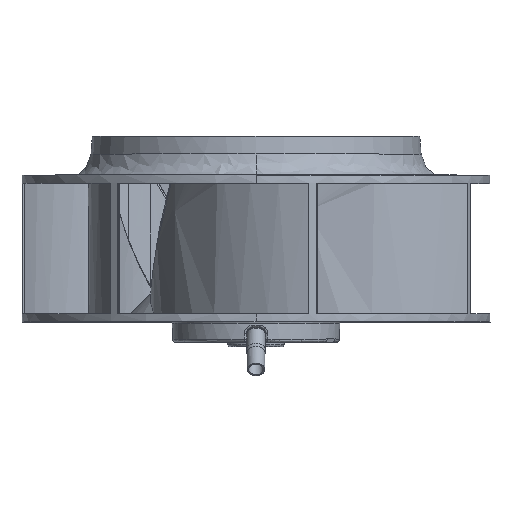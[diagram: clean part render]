
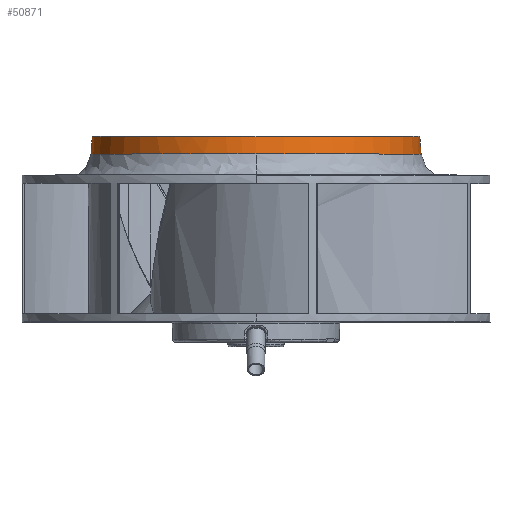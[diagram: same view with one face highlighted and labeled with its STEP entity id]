
A CAD part, top view. The second image highlights one B-rep face of the part: STEP entity #50871.
In plain terms, the highlighted free-form (B-spline) face has degree [1, 3] with [2, 4] control points.
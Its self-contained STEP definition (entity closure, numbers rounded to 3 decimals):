
#20 =( BOUNDED_CURVE ( )  B_SPLINE_CURVE ( 3, ( #55910, #43084, #46710, #16965 ),
 .UNSPECIFIED., .F., .F. ) 
 B_SPLINE_CURVE_WITH_KNOTS ( ( 4, 4 ),
 ( -1., 0. ),
 .UNSPECIFIED. ) 
 CURVE ( )  GEOMETRIC_REPRESENTATION_ITEM ( )  RATIONAL_B_SPLINE_CURVE ( ( 1., 0.805, 0.805, 1. ) ) 
 REPRESENTATION_ITEM ( '' )  );
#74 = CARTESIAN_POINT ( 'NONE',  ( -115.888, 103.78, 96.501 ) ) ;
#875 = FACE_OUTER_BOUND ( 'NONE', #34102, .T. ) ;
#1835 = EDGE_CURVE ( 'NONE', #8747, #44712, #38774, .T. ) ;
#1989 = CARTESIAN_POINT ( 'NONE',  ( 42.175, 112.093, -16.087 ) ) ;
#2192 = CARTESIAN_POINT ( 'NONE',  ( -36.539, 112.093, 16.517 ) ) ;
#3750 = CARTESIAN_POINT ( 'NONE',  ( -115.253, 112.093, -62.197 ) ) ;
#4465 = CARTESIAN_POINT ( 'NONE',  ( -115.888, 103.78, -62.197 ) ) ;
#4547 = CARTESIAN_POINT ( 'NONE',  ( 42.175, 112.093, -62.197 ) ) ;
#7724 =( BOUNDED_CURVE ( )  B_SPLINE_CURVE ( 3, ( #3750, #12753, #34488, #34674 ),
 .UNSPECIFIED., .F., .F. ) 
 B_SPLINE_CURVE_WITH_KNOTS ( ( 4, 4 ),
 ( 0., 1.571 ),
 .UNSPECIFIED. ) 
 CURVE ( )  GEOMETRIC_REPRESENTATION_ITEM ( )  RATIONAL_B_SPLINE_CURVE ( ( 0.5, 0.5, 0.667, 1. ) ) 
 REPRESENTATION_ITEM ( '' )  );
#7740 = EDGE_CURVE ( 'NONE', #33940, #28146, #54969, .T. ) ;
#8747 = VERTEX_POINT ( 'NONE', #50031 ) ;
#9086 = CARTESIAN_POINT ( 'NONE',  ( -115.888, 103.78, -15.715 ) ) ;
#10085 = B_SPLINE_CURVE_WITH_KNOTS ( 'NONE', 1,
 ( #12199, #20800 ),
 .UNSPECIFIED., .F., .F.,
 ( 2, 2 ),
 ( -1., 0. ),
 .UNSPECIFIED. ) ;
#10793 = CARTESIAN_POINT ( 'NONE',  ( 42.175, 112.093, -62.197 ) ) ;
#12199 = CARTESIAN_POINT ( 'NONE',  ( 42.175, 112.093, -62.197 ) ) ;
#12753 = CARTESIAN_POINT ( 'NONE',  ( -115.253, 112.093, -9.721 ) ) ;
#13097 = CARTESIAN_POINT ( 'NONE',  ( -83.02, 103.78, 17.152 ) ) ;
#16965 = CARTESIAN_POINT ( 'NONE',  ( 42.81, 103.78, -62.197 ) ) ;
#17086 = ORIENTED_EDGE ( 'NONE', *, *, #1835, .F. ) ;
#19067 = ORIENTED_EDGE ( 'NONE', *, *, #46702, .F. ) ;
#20800 = CARTESIAN_POINT ( 'NONE',  ( 42.81, 103.78, -62.197 ) ) ;
#21677 = CARTESIAN_POINT ( 'NONE',  ( 42.81, 103.78, -62.197 ) ) ;
#23276 = ORIENTED_EDGE ( 'NONE', *, *, #49811, .T. ) ;
#23691 = VERTEX_POINT ( 'NONE', #33054 ) ;
#23757 = CARTESIAN_POINT ( 'NONE',  ( -115.253, 112.093, -62.197 ) ) ;
#23875 = ORIENTED_EDGE ( 'NONE', *, *, #30494, .F. ) ;
#26242 = CARTESIAN_POINT ( 'NONE',  ( -115.253, 112.093, 95.231 ) ) ;
#26613 = CARTESIAN_POINT ( 'NONE',  ( -115.887, 103.78, -62.197 ) ) ;
#27427 = CARTESIAN_POINT ( 'NONE',  ( -115.253, 112.093, -62.197 ) ) ;
#28146 = VERTEX_POINT ( 'NONE', #27427 ) ;
#30494 = EDGE_CURVE ( 'NONE', #44712, #36654, #10085, .T. ) ;
#31003 = CARTESIAN_POINT ( 'NONE',  ( 42.81, 103.78, 96.501 ) ) ;
#31509 =( BOUNDED_SURFACE ( )  B_SPLINE_SURFACE ( 1, 3, ( 
 ( #48151, #43386, #26242, #52192 ),
 ( #21677, #31003, #74, #4465 ) ),
 .UNSPECIFIED., .F., .F., .F. ) 
 B_SPLINE_SURFACE_WITH_KNOTS ( ( 2, 2 ),
 ( 4, 4 ),
 ( 0., 1. ),
 ( 0., 1. ),
 .UNSPECIFIED. ) 
 GEOMETRIC_REPRESENTATION_ITEM ( )  RATIONAL_B_SPLINE_SURFACE ( (
 ( 1., 0.333, 0.333, 1.),
 ( 1., 0.333, 0.333, 1.) ) ) 
 REPRESENTATION_ITEM ( '' )  SURFACE ( )  );
#32346 = CARTESIAN_POINT ( 'NONE',  ( -115.887, 103.78, -62.197 ) ) ;
#33054 = CARTESIAN_POINT ( 'NONE',  ( -36.539, 103.78, 17.152 ) ) ;
#33940 = VERTEX_POINT ( 'NONE', #32346 ) ;
#34102 = EDGE_LOOP ( 'NONE', ( #23276, #23875, #17086, #19067, #55003, #38312 ) ) ;
#34488 = CARTESIAN_POINT ( 'NONE',  ( -75.896, 112.093, 16.517 ) ) ;
#34674 = CARTESIAN_POINT ( 'NONE',  ( -36.539, 112.093, 16.517 ) ) ;
#36654 = VERTEX_POINT ( 'NONE', #38022 ) ;
#38022 = CARTESIAN_POINT ( 'NONE',  ( 42.81, 103.78, -62.197 ) ) ;
#38312 = ORIENTED_EDGE ( 'NONE', *, *, #52834, .T. ) ;
#38774 =( BOUNDED_CURVE ( )  B_SPLINE_CURVE ( 3, ( #2192, #54338, #1989, #10793 ),
 .UNSPECIFIED., .F., .F. ) 
 B_SPLINE_CURVE_WITH_KNOTS ( ( 4, 4 ),
 ( 0., 1.571 ),
 .UNSPECIFIED. ) 
 CURVE ( )  GEOMETRIC_REPRESENTATION_ITEM ( )  RATIONAL_B_SPLINE_CURVE ( ( 1., 0.805, 0.805, 1. ) ) 
 REPRESENTATION_ITEM ( '' )  );
#41437 = CARTESIAN_POINT ( 'NONE',  ( -115.887, 103.78, -62.197 ) ) ;
#43084 = CARTESIAN_POINT ( 'NONE',  ( 9.943, 103.78, 17.152 ) ) ;
#43386 = CARTESIAN_POINT ( 'NONE',  ( 42.175, 112.093, 95.231 ) ) ;
#44712 = VERTEX_POINT ( 'NONE', #4547 ) ;
#46702 = EDGE_CURVE ( 'NONE', #28146, #8747, #7724, .T. ) ;
#46710 = CARTESIAN_POINT ( 'NONE',  ( 42.81, 103.78, -15.715 ) ) ;
#48151 = CARTESIAN_POINT ( 'NONE',  ( 42.175, 112.093, -62.197 ) ) ;
#48172 = CARTESIAN_POINT ( 'NONE',  ( -36.539, 103.78, 17.152 ) ) ;
#48596 =( BOUNDED_CURVE ( )  B_SPLINE_CURVE ( 3, ( #26613, #9086, #13097, #48172 ),
 .UNSPECIFIED., .F., .F. ) 
 B_SPLINE_CURVE_WITH_KNOTS ( ( 4, 4 ),
 ( -1., 0. ),
 .UNSPECIFIED. ) 
 CURVE ( )  GEOMETRIC_REPRESENTATION_ITEM ( )  RATIONAL_B_SPLINE_CURVE ( ( 1., 0.805, 0.805, 1. ) ) 
 REPRESENTATION_ITEM ( '' )  );
#49811 = EDGE_CURVE ( 'NONE', #23691, #36654, #20, .T. ) ;
#50031 = CARTESIAN_POINT ( 'NONE',  ( -36.539, 112.093, 16.517 ) ) ;
#50871 = ADVANCED_FACE ( 'NONE', ( #875 ), #31509, .F. ) ;
#52192 = CARTESIAN_POINT ( 'NONE',  ( -115.253, 112.093, -62.197 ) ) ;
#52834 = EDGE_CURVE ( 'NONE', #33940, #23691, #48596, .T. ) ;
#54338 = CARTESIAN_POINT ( 'NONE',  ( 9.571, 112.093, 16.517 ) ) ;
#54969 = B_SPLINE_CURVE_WITH_KNOTS ( 'NONE', 1,
 ( #41437, #23757 ),
 .UNSPECIFIED., .F., .F.,
 ( 2, 2 ),
 ( -1., 0. ),
 .UNSPECIFIED. ) ;
#55003 = ORIENTED_EDGE ( 'NONE', *, *, #7740, .F. ) ;
#55910 = CARTESIAN_POINT ( 'NONE',  ( -36.539, 103.78, 17.152 ) ) ;
